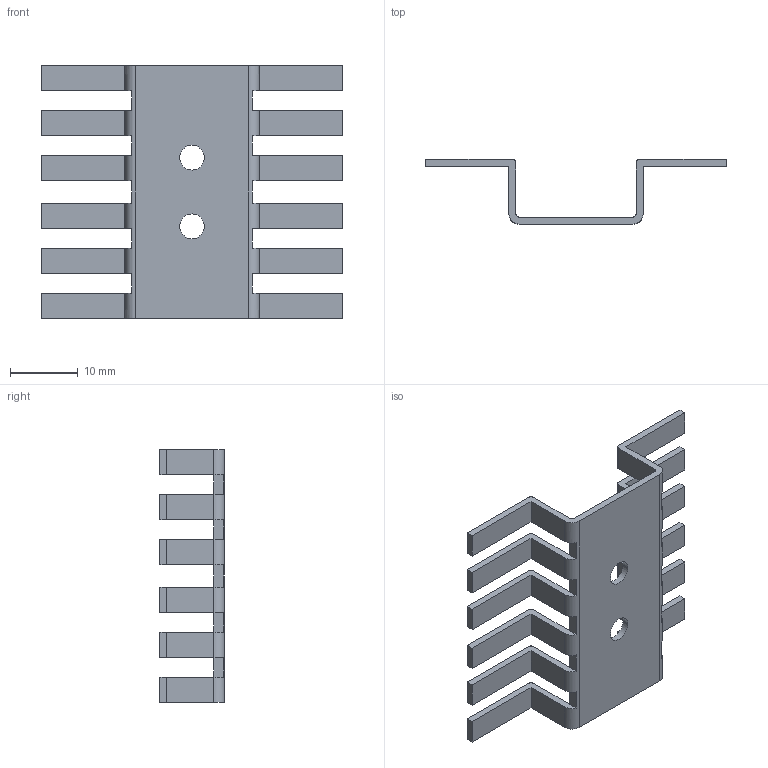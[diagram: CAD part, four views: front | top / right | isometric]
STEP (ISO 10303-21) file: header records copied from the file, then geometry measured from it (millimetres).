
FILE_DESCRIPTION (( 'STEP AP214' ), '1' );
FILE_NAME ('507222B00000G.STEP', '2023-05-04T11:11:08', ( '' ), ( '' ), 'SwSTEP 2.0', 'SolidWorks 2019', '' );
FILE_SCHEMA (( 'AUTOMOTIVE_DESIGN' ));
Length unit declared in the file: millimetre
Products named in the file (1): 507222B00000G
Bounding box: 44.45 x 9.54 x 37.34 mm (x, y, z)
Volume: 1624.7 mm3; surface area: 3858.2 mm2
Topology: 1 solids, 1 shells, 114 faces, 316 edges, 204 vertices
Faces by surface type: plane 94, cylinder 20
Entity records: 3642 total; most frequent: CARTESIAN_POINT 635, ORIENTED_EDGE 632, DIRECTION 606, EDGE_CURVE 316, LINE 256, VECTOR 256, VERTEX_POINT 204, AXIS2_PLACEMENT_3D 175
